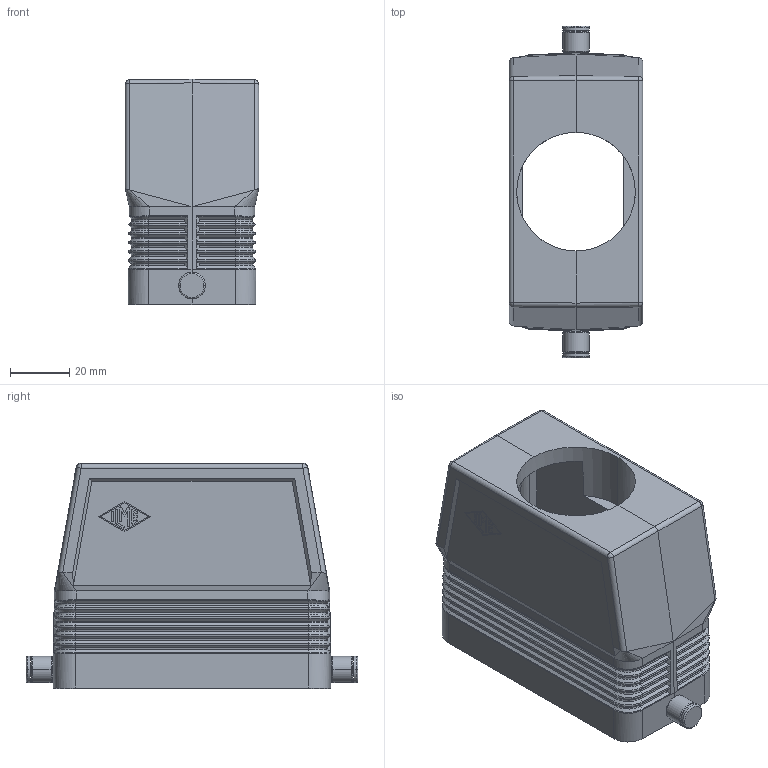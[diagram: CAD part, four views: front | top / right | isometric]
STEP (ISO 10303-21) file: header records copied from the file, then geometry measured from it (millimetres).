
FILE_DESCRIPTION(('Creo Elements/Direct Modeling STEP Export'),'2;1');
FILE_NAME('0ln7uvk45cl8q7g3980','2016-10-25T10:35:17',(''),(''),'PTC Creo Elements/Direct Modeling STEP processor for AP214 (Solid Model)','PTC Creo Elements/Direct Modeling 19.0E 27-Jun-2016 (C) Parametric Technology GmbH','');
FILE_SCHEMA(('AUTOMOTIVE_DESIGN { 1 0 10303 214 1 1 1 1 }'));
Length unit declared in the file: millimetre
Products named in the file (2): MFV_16_L40
Assembly tree (1 placements, depth 2):
  MFV_16_L40
    MFV_16_L40
Bounding box: 45 x 111.7 x 76 mm (x, y, z)
Volume: 85482.5 mm3; surface area: 43517.5 mm2
Topology: 1 solids, 1 shells, 528 faces, 1283 edges, 770 vertices
Faces by surface type: plane 220, cylinder 148, torus 68, cone 60, bspline 28, sphere 4
Entity records: 23158 total; most frequent: CARTESIAN_POINT 7049, ORIENTED_EDGE 2552, DIRECTION 2390, EDGE_CURVE 1276, AXIS2_PLACEMENT_3D 877, VERTEX_POINT 770, VECTOR 636, LINE 636
